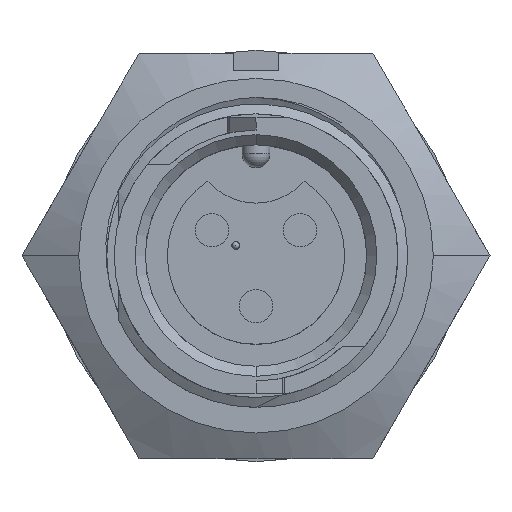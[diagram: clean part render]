
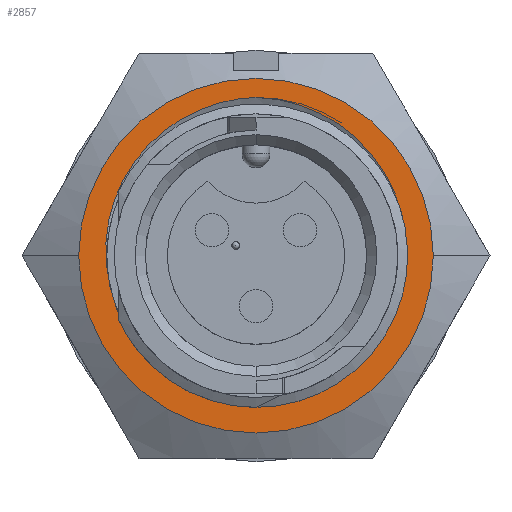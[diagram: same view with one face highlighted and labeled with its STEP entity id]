
A CAD part, top view. The second image highlights one B-rep face of the part: STEP entity #2857.
In plain terms, the highlighted planar face has unit normal (0, 0, 1).
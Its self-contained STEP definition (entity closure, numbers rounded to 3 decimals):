
#29 = FACE_BOUND ( 'NONE', #267, .T. ) ;
#97 = CARTESIAN_POINT ( 'NONE',  ( -5.866, -10.16, -6.216 ) ) ;
#234 = CARTESIAN_POINT ( 'NONE',  ( -7.475, 1.358, -6.216 ) ) ;
#267 = EDGE_LOOP ( 'NONE', ( #5032, #7016, #4513 ) ) ;
#363 = CARTESIAN_POINT ( 'NONE',  ( -7.334, -1.47, -6.216 ) ) ;
#430 = CARTESIAN_POINT ( 'NONE',  ( -4.27, 6.536, -6.216 ) ) ;
#501 = CARTESIAN_POINT ( 'NONE',  ( 0., 7.938, -6.216 ) ) ;
#714 = CARTESIAN_POINT ( 'NONE',  ( 7.23, 2.457, -6.216 ) ) ;
#789 = CARTESIAN_POINT ( 'NONE',  ( 2.774, 7.36, -6.216 ) ) ;
#908 = VERTEX_POINT ( 'NONE', #7108 ) ;
#1137 = VERTEX_POINT ( 'NONE', #11470 ) ;
#1510 = VERTEX_POINT ( 'NONE', #2023 ) ;
#1570 = DIRECTION ( 'NONE',  ( 1., 0., 0. ) ) ;
#1592 = CIRCLE ( 'NONE', #13846, 8.89 ) ;
#1645 = CIRCLE ( 'NONE', #4806, 8.89 ) ;
#1710 = CARTESIAN_POINT ( 'NONE',  ( 0., 7.938, -6.216 ) ) ;
#1742 = EDGE_CURVE ( 'NONE', #1137, #908, #10534, .T. ) ;
#1847 = B_SPLINE_CURVE_WITH_KNOTS ( 'NONE', 3,
 ( #1710, #7222, #2913, #9355, #2844, #13569, #789, #8203, #4121, #6024, #6170, #8128, #11574, #11428, #714, #8424, #10513, #1854, #4047, #3977 ),
 .UNSPECIFIED., .F., .F.,
 ( 4, 2, 2, 2, 2, 2, 2, 2, 2, 4 ),
 ( 0., 0.001, 0.002, 0.003, 0.005, 0.007, 0.009, 0.01, 0.012, 0.014 ),
 .UNSPECIFIED. ) ;
#1854 = CARTESIAN_POINT ( 'NONE',  ( 7.532, -0.351, -6.216 ) ) ;
#2023 = CARTESIAN_POINT ( 'NONE',  ( 0., 7.938, -6.216 ) ) ;
#2263 = VERTEX_POINT ( 'NONE', #6608 ) ;
#2452 = DIRECTION ( 'NONE',  ( -1., 0., 0. ) ) ;
#2563 = CARTESIAN_POINT ( 'NONE',  ( -5.552, 5.41, -6.216 ) ) ;
#2626 = CARTESIAN_POINT ( 'NONE',  ( -1.142, 7.839, -6.216 ) ) ;
#2646 = EDGE_LOOP ( 'NONE', ( #9303, #2771 ) ) ;
#2699 = CARTESIAN_POINT ( 'NONE',  ( -7.04, 3.009, -6.216 ) ) ;
#2771 = ORIENTED_EDGE ( 'NONE', *, *, #5288, .F. ) ;
#2844 = CARTESIAN_POINT ( 'NONE',  ( 1.417, 7.769, -6.216 ) ) ;
#2857 = ADVANCED_FACE ( 'NONE', ( #29, #3264 ), #10870, .F. ) ;
#2913 = CARTESIAN_POINT ( 'NONE',  ( 0.57, 7.904, -6.216 ) ) ;
#3264 = FACE_OUTER_BOUND ( 'NONE', #2646, .T. ) ;
#3486 = CARTESIAN_POINT ( 'NONE',  ( -7.536, 0.794, -6.216 ) ) ;
#3687 = CARTESIAN_POINT ( 'NONE',  ( -3.795, 6.844, -6.216 ) ) ;
#3977 = CARTESIAN_POINT ( 'NONE',  ( 7.334, -1.47, -6.216 ) ) ;
#4047 = CARTESIAN_POINT ( 'NONE',  ( 7.466, -0.913, -6.216 ) ) ;
#4121 = CARTESIAN_POINT ( 'NONE',  ( 4.269, 6.536, -6.216 ) ) ;
#4335 = DIRECTION ( 'NONE',  ( 0., 0., -1. ) ) ;
#4422 = DIRECTION ( 'NONE',  ( 0., 0., 1. ) ) ;
#4513 = ORIENTED_EDGE ( 'NONE', *, *, #1742, .F. ) ;
#4745 = CARTESIAN_POINT ( 'NONE',  ( -7.534, -0.057, -6.216 ) ) ;
#4806 = AXIS2_PLACEMENT_3D ( 'NONE', #5593, #8783, #10927 ) ;
#5032 = ORIENTED_EDGE ( 'NONE', *, *, #13375, .T. ) ;
#5288 = EDGE_CURVE ( 'NONE', #2263, #8054, #1592, .T. ) ;
#5406 = B_SPLINE_CURVE_WITH_KNOTS ( 'NONE', 3,
 ( #363, #8865, #10144, #11216, #4745, #3486, #234, #12427, #2699, #12283, #13353, #2563, #5813, #430, #3687, #7986, #12353, #2626, #10217, #501 ),
 .UNSPECIFIED., .F., .F.,
 ( 4, 2, 2, 2, 2, 2, 2, 2, 2, 4 ),
 ( 0., 0.001, 0.002, 0.003, 0.005, 0.007, 0.009, 0.01, 0.012, 0.014 ),
 .UNSPECIFIED. ) ;
#5593 = CARTESIAN_POINT ( 'NONE',  ( 0., 0., -6.216 ) ) ;
#5813 = CARTESIAN_POINT ( 'NONE',  ( -5.156, 5.813, -6.216 ) ) ;
#6024 = CARTESIAN_POINT ( 'NONE',  ( 5.145, 5.822, -6.216 ) ) ;
#6170 = CARTESIAN_POINT ( 'NONE',  ( 5.55, 5.413, -6.216 ) ) ;
#6608 = CARTESIAN_POINT ( 'NONE',  ( 8.89, 0., -6.216 ) ) ;
#7016 = ORIENTED_EDGE ( 'NONE', *, *, #13417, .T. ) ;
#7108 = CARTESIAN_POINT ( 'NONE',  ( 7.334, -1.47, -6.216 ) ) ;
#7222 = CARTESIAN_POINT ( 'NONE',  ( 0.286, 7.929, -6.216 ) ) ;
#7986 = CARTESIAN_POINT ( 'NONE',  ( -2.787, 7.354, -6.216 ) ) ;
#8006 = DIRECTION ( 'NONE',  ( 0., 0., -1. ) ) ;
#8054 = VERTEX_POINT ( 'NONE', #13431 ) ;
#8128 = CARTESIAN_POINT ( 'NONE',  ( 6.255, 4.516, -6.216 ) ) ;
#8203 = CARTESIAN_POINT ( 'NONE',  ( 3.795, 6.845, -6.216 ) ) ;
#8424 = CARTESIAN_POINT ( 'NONE',  ( 7.475, 1.355, -6.216 ) ) ;
#8470 = AXIS2_PLACEMENT_3D ( 'NONE', #9810, #4422, #1570 ) ;
#8783 = DIRECTION ( 'NONE',  ( 0., 0., -1. ) ) ;
#8865 = CARTESIAN_POINT ( 'NONE',  ( -7.4, -1.192, -6.216 ) ) ;
#9303 = ORIENTED_EDGE ( 'NONE', *, *, #10899, .F. ) ;
#9355 = CARTESIAN_POINT ( 'NONE',  ( 1.136, 7.824, -6.216 ) ) ;
#9810 = CARTESIAN_POINT ( 'NONE',  ( 0., 0., -6.216 ) ) ;
#10144 = CARTESIAN_POINT ( 'NONE',  ( -7.45, -0.91, -6.216 ) ) ;
#10217 = CARTESIAN_POINT ( 'NONE',  ( -0.572, 7.92, -6.216 ) ) ;
#10513 = CARTESIAN_POINT ( 'NONE',  ( 7.537, 0.781, -6.216 ) ) ;
#10534 = CIRCLE ( 'NONE', #8470, 7.48 ) ;
#10870 = PLANE ( 'NONE',  #12344 ) ;
#10899 = EDGE_CURVE ( 'NONE', #8054, #2263, #1645, .T. ) ;
#10927 = DIRECTION ( 'NONE',  ( -1., 0., 0. ) ) ;
#11216 = CARTESIAN_POINT ( 'NONE',  ( -7.517, -0.343, -6.216 ) ) ;
#11428 = CARTESIAN_POINT ( 'NONE',  ( 7.047, 2.994, -6.216 ) ) ;
#11470 = CARTESIAN_POINT ( 'NONE',  ( -7.334, -1.47, -6.216 ) ) ;
#11574 = CARTESIAN_POINT ( 'NONE',  ( 6.557, 4.028, -6.216 ) ) ;
#12171 = CARTESIAN_POINT ( 'NONE',  ( 0., 0., -6.216 ) ) ;
#12283 = CARTESIAN_POINT ( 'NONE',  ( -6.555, 4.03, -6.216 ) ) ;
#12344 = AXIS2_PLACEMENT_3D ( 'NONE', #97, #4335, #13077 ) ;
#12353 = CARTESIAN_POINT ( 'NONE',  ( -2.248, 7.557, -6.216 ) ) ;
#12427 = CARTESIAN_POINT ( 'NONE',  ( -7.225, 2.475, -6.216 ) ) ;
#13077 = DIRECTION ( 'NONE',  ( -1., 0., 0. ) ) ;
#13353 = CARTESIAN_POINT ( 'NONE',  ( -6.251, 4.521, -6.216 ) ) ;
#13375 = EDGE_CURVE ( 'NONE', #1137, #1510, #5406, .T. ) ;
#13417 = EDGE_CURVE ( 'NONE', #1510, #908, #1847, .T. ) ;
#13431 = CARTESIAN_POINT ( 'NONE',  ( -8.89, 0., -6.216 ) ) ;
#13569 = CARTESIAN_POINT ( 'NONE',  ( 2.242, 7.558, -6.216 ) ) ;
#13846 = AXIS2_PLACEMENT_3D ( 'NONE', #12171, #8006, #2452 ) ;
